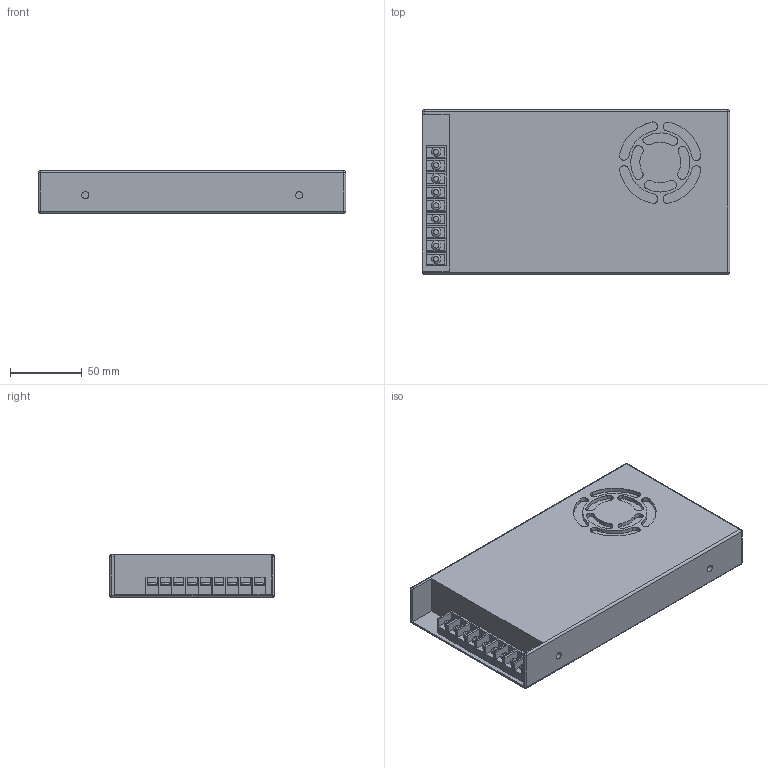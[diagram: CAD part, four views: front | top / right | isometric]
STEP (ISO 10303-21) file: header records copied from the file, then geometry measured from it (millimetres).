
FILE_DESCRIPTION(/* description */ ('Unknown'),/* implementation_level */ '2;1');
FILE_NAME(/* name */ 'LRS-350-24',/* time_stamp */ '2023-01-11T11:30:29+02:00',/* author */ ('Unknown'),/* organization */ ('Unknown'),/* preprocessor_version */ 'ST-DEVELOPER v18.102',/* originating_system */ 'Solid Edge',/* authorisation */ 'Unknown');
FILE_SCHEMA (('AUTOMOTIVE_DESIGN {1 0 10303 214 3 1 1}'));
Length unit declared in the file: millimetre
Products named in the file (1): LRS-350-24
Bounding box: 215 x 115 x 30 mm (x, y, z)
Volume: 688285.4 mm3; surface area: 78740.2 mm2
Topology: 1 solids, 1 shells, 227 faces, 557 edges, 358 vertices
Faces by surface type: plane 132, cylinder 78, torus 9, sphere 8
Full cylindrical faces by diameter (mm): 3 x4, 5 x4, 6.425 x9
Entity records: 8018 total; most frequent: DIRECTION 1135, CARTESIAN_POINT 1091, ORIENTED_EDGE 1028, EDGE_CURVE 514, AXIS2_PLACEMENT_3D 393, LINE 349, VECTOR 349, VERTEX_POINT 349
